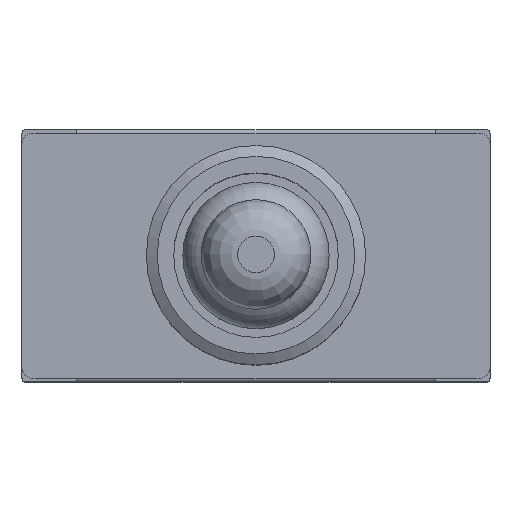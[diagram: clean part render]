
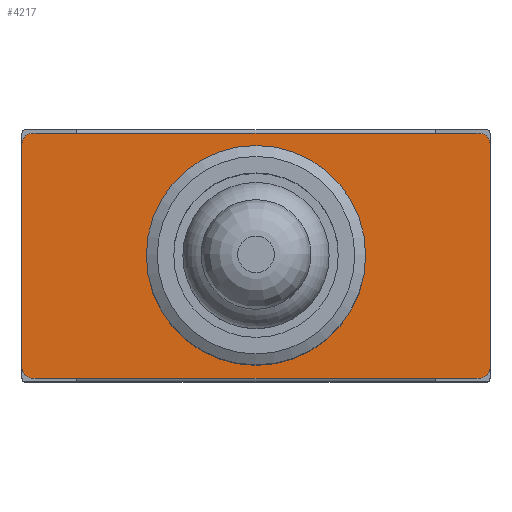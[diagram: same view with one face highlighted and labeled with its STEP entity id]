
A CAD part, top view. The second image highlights one B-rep face of the part: STEP entity #4217.
In plain terms, the highlighted planar face has unit normal (0, 0, 1).
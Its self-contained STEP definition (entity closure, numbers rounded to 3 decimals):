
#4217 = ADVANCED_FACE('',(#4218,#4320),#4331,.T.);
#4218 = FACE_BOUND('',#4219,.T.);
#4219 = EDGE_LOOP('',(#4220,#4230,#4238,#4246,#4255,#4263,#4272,#4280,
    #4288,#4296,#4305,#4313));
#4220 = ORIENTED_EDGE('',*,*,#4221,.T.);
#4221 = EDGE_CURVE('',#4222,#4224,#4226,.T.);
#4222 = VERTEX_POINT('',#4223);
#4223 = CARTESIAN_POINT('',(-6.1,-3.35,9.));
#4224 = VERTEX_POINT('',#4225);
#4225 = CARTESIAN_POINT('',(-4.9,-3.35,9.));
#4226 = LINE('',#4227,#4228);
#4227 = CARTESIAN_POINT('',(-6.4,-3.35,9.));
#4228 = VECTOR('',#4229,1.);
#4229 = DIRECTION('',(1.,0.,0.));
#4230 = ORIENTED_EDGE('',*,*,#4231,.T.);
#4231 = EDGE_CURVE('',#4224,#4232,#4234,.T.);
#4232 = VERTEX_POINT('',#4233);
#4233 = CARTESIAN_POINT('',(4.9,-3.35,9.));
#4234 = LINE('',#4235,#4236);
#4235 = CARTESIAN_POINT('',(-4.9,-3.35,9.));
#4236 = VECTOR('',#4237,1.);
#4237 = DIRECTION('',(1.,0.,0.));
#4238 = ORIENTED_EDGE('',*,*,#4239,.T.);
#4239 = EDGE_CURVE('',#4232,#4240,#4242,.T.);
#4240 = VERTEX_POINT('',#4241);
#4241 = CARTESIAN_POINT('',(6.1,-3.35,9.));
#4242 = LINE('',#4243,#4244);
#4243 = CARTESIAN_POINT('',(4.9,-3.35,9.));
#4244 = VECTOR('',#4245,1.);
#4245 = DIRECTION('',(1.,0.,0.));
#4246 = ORIENTED_EDGE('',*,*,#4247,.T.);
#4247 = EDGE_CURVE('',#4240,#4248,#4250,.T.);
#4248 = VERTEX_POINT('',#4249);
#4249 = CARTESIAN_POINT('',(6.4,-3.05,9.));
#4250 = CIRCLE('',#4251,0.3);
#4251 = AXIS2_PLACEMENT_3D('',#4252,#4253,#4254);
#4252 = CARTESIAN_POINT('',(6.1,-3.05,9.));
#4253 = DIRECTION('',(-0.,0.,1.));
#4254 = DIRECTION('',(0.,-1.,0.));
#4255 = ORIENTED_EDGE('',*,*,#4256,.T.);
#4256 = EDGE_CURVE('',#4248,#4257,#4259,.T.);
#4257 = VERTEX_POINT('',#4258);
#4258 = CARTESIAN_POINT('',(6.4,3.05,9.));
#4259 = LINE('',#4260,#4261);
#4260 = CARTESIAN_POINT('',(6.4,-3.35,9.));
#4261 = VECTOR('',#4262,1.);
#4262 = DIRECTION('',(0.,1.,0.));
#4263 = ORIENTED_EDGE('',*,*,#4264,.T.);
#4264 = EDGE_CURVE('',#4257,#4265,#4267,.T.);
#4265 = VERTEX_POINT('',#4266);
#4266 = CARTESIAN_POINT('',(6.1,3.35,9.));
#4267 = CIRCLE('',#4268,0.3);
#4268 = AXIS2_PLACEMENT_3D('',#4269,#4270,#4271);
#4269 = CARTESIAN_POINT('',(6.1,3.05,9.));
#4270 = DIRECTION('',(-0.,0.,1.));
#4271 = DIRECTION('',(0.,-1.,0.));
#4272 = ORIENTED_EDGE('',*,*,#4273,.T.);
#4273 = EDGE_CURVE('',#4265,#4274,#4276,.T.);
#4274 = VERTEX_POINT('',#4275);
#4275 = CARTESIAN_POINT('',(4.9,3.35,9.));
#4276 = LINE('',#4277,#4278);
#4277 = CARTESIAN_POINT('',(6.4,3.35,9.));
#4278 = VECTOR('',#4279,1.);
#4279 = DIRECTION('',(-1.,0.,0.));
#4280 = ORIENTED_EDGE('',*,*,#4281,.T.);
#4281 = EDGE_CURVE('',#4274,#4282,#4284,.T.);
#4282 = VERTEX_POINT('',#4283);
#4283 = CARTESIAN_POINT('',(-4.9,3.35,9.));
#4284 = LINE('',#4285,#4286);
#4285 = CARTESIAN_POINT('',(4.9,3.35,9.));
#4286 = VECTOR('',#4287,1.);
#4287 = DIRECTION('',(-1.,0.,0.));
#4288 = ORIENTED_EDGE('',*,*,#4289,.T.);
#4289 = EDGE_CURVE('',#4282,#4290,#4292,.T.);
#4290 = VERTEX_POINT('',#4291);
#4291 = CARTESIAN_POINT('',(-6.1,3.35,9.));
#4292 = LINE('',#4293,#4294);
#4293 = CARTESIAN_POINT('',(-4.9,3.35,9.));
#4294 = VECTOR('',#4295,1.);
#4295 = DIRECTION('',(-1.,0.,0.));
#4296 = ORIENTED_EDGE('',*,*,#4297,.F.);
#4297 = EDGE_CURVE('',#4298,#4290,#4300,.T.);
#4298 = VERTEX_POINT('',#4299);
#4299 = CARTESIAN_POINT('',(-6.4,3.05,9.));
#4300 = CIRCLE('',#4301,0.3);
#4301 = AXIS2_PLACEMENT_3D('',#4302,#4303,#4304);
#4302 = CARTESIAN_POINT('',(-6.1,3.05,9.));
#4303 = DIRECTION('',(-0.,-0.,-1.));
#4304 = DIRECTION('',(0.,-1.,0.));
#4305 = ORIENTED_EDGE('',*,*,#4306,.T.);
#4306 = EDGE_CURVE('',#4298,#4307,#4309,.T.);
#4307 = VERTEX_POINT('',#4308);
#4308 = CARTESIAN_POINT('',(-6.4,-3.05,9.));
#4309 = LINE('',#4310,#4311);
#4310 = CARTESIAN_POINT('',(-6.4,3.35,9.));
#4311 = VECTOR('',#4312,1.);
#4312 = DIRECTION('',(0.,-1.,0.));
#4313 = ORIENTED_EDGE('',*,*,#4314,.F.);
#4314 = EDGE_CURVE('',#4222,#4307,#4315,.T.);
#4315 = CIRCLE('',#4316,0.3);
#4316 = AXIS2_PLACEMENT_3D('',#4317,#4318,#4319);
#4317 = CARTESIAN_POINT('',(-6.1,-3.05,9.));
#4318 = DIRECTION('',(-0.,-0.,-1.));
#4319 = DIRECTION('',(0.,-1.,0.));
#4320 = FACE_BOUND('',#4321,.T.);
#4321 = EDGE_LOOP('',(#4322));
#4322 = ORIENTED_EDGE('',*,*,#4323,.T.);
#4323 = EDGE_CURVE('',#4324,#4324,#4326,.T.);
#4324 = VERTEX_POINT('',#4325);
#4325 = CARTESIAN_POINT('',(2.7,0.,9.));
#4326 = CIRCLE('',#4327,2.7);
#4327 = AXIS2_PLACEMENT_3D('',#4328,#4329,#4330);
#4328 = CARTESIAN_POINT('',(0.,0.,9.));
#4329 = DIRECTION('',(0.,0.,-1.));
#4330 = DIRECTION('',(1.,0.,0.));
#4331 = PLANE('',#4332);
#4332 = AXIS2_PLACEMENT_3D('',#4333,#4334,#4335);
#4333 = CARTESIAN_POINT('',(0.,0.,9.));
#4334 = DIRECTION('',(0.,0.,1.));
#4335 = DIRECTION('',(1.,0.,0.));
